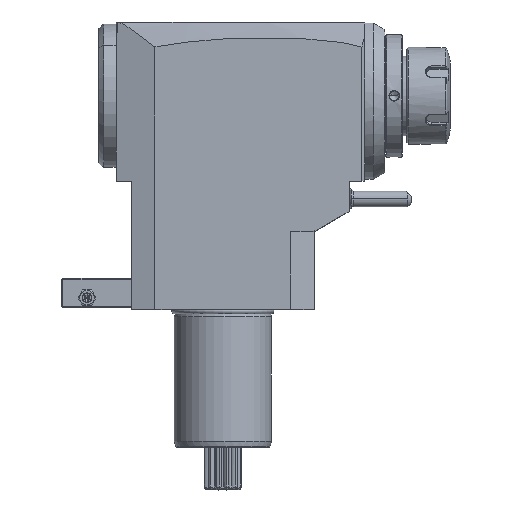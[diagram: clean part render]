
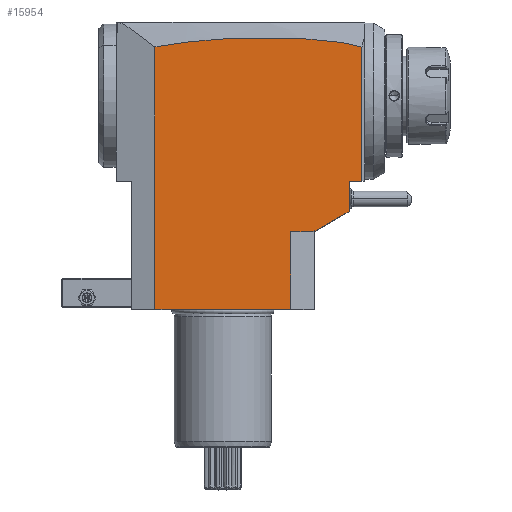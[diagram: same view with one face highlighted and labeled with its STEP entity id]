
A CAD part, top view. The second image highlights one B-rep face of the part: STEP entity #15954.
In plain terms, the highlighted planar face has unit normal (0, 0, 1).
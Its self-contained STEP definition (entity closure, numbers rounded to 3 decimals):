
#9=DIRECTION('',(-1.,0.,0.));
#10=VECTOR('',#9,70.);
#11=CARTESIAN_POINT('',(35.,0.,44.));
#12=LINE('',#11,#10);
#4198=DIRECTION('',(1.,0.,0.));
#4199=VECTOR('',#4198,11.);
#4200=CARTESIAN_POINT('',(35.,40.,44.));
#4201=LINE('',#4200,#4199);
#4214=DIRECTION('',(0.,1.,0.));
#4215=VECTOR('',#4214,40.);
#4216=CARTESIAN_POINT('',(35.,0.,44.));
#4217=LINE('',#4216,#4215);
#4246=DIRECTION('',(0.,-1.,0.));
#4247=VECTOR('',#4246,15.608);
#4248=CARTESIAN_POINT('',(65.,66.,44.));
#4249=LINE('',#4248,#4247);
#4250=DIRECTION('',(-0.866,-0.5,0.));
#4251=VECTOR('',#4250,20.785);
#4252=CARTESIAN_POINT('',(65.,50.392,44.));
#4253=LINE('',#4252,#4251);
#4254=DIRECTION('',(0.,1.,0.));
#4255=VECTOR('',#4254,0.577);
#4256=CARTESIAN_POINT('',(47.,40.,44.));
#4257=LINE('',#4256,#4255);
#4258=DIRECTION('',(0.866,0.5,0.));
#4259=VECTOR('',#4258,1.155);
#4260=CARTESIAN_POINT('',(46.,40.,44.));
#4261=LINE('',#4260,#4259);
#4262=DIRECTION('',(0.,1.,0.));
#4263=VECTOR('',#4262,135.17);
#4264=CARTESIAN_POINT('',(-35.,0.,44.));
#4265=LINE('',#4264,#4263);
#4266=CARTESIAN_POINT('',(71.5,135.054,44.));
#4267=CARTESIAN_POINT('',(71.181,135.166,44.));
#4268=CARTESIAN_POINT('',(70.511,135.389,44.));
#4269=CARTESIAN_POINT('',(69.399,135.724,44.));
#4270=CARTESIAN_POINT('',(68.214,136.046,44.));
#4271=CARTESIAN_POINT('',(66.975,136.353,44.));
#4272=CARTESIAN_POINT('',(65.712,136.639,44.));
#4273=CARTESIAN_POINT('',(64.378,136.917,44.));
#4274=CARTESIAN_POINT('',(62.914,137.196,44.));
#4275=CARTESIAN_POINT('',(61.265,137.484,44.));
#4276=CARTESIAN_POINT('',(59.376,137.782,44.));
#4277=CARTESIAN_POINT('',(57.236,138.085,44.));
#4278=CARTESIAN_POINT('',(54.833,138.386,44.));
#4279=CARTESIAN_POINT('',(52.134,138.684,44.));
#4280=CARTESIAN_POINT('',(49.058,138.975,44.));
#4281=CARTESIAN_POINT('',(45.532,139.255,44.));
#4282=CARTESIAN_POINT('',(41.554,139.509,44.));
#4283=CARTESIAN_POINT('',(37.127,139.723,44.));
#4284=CARTESIAN_POINT('',(32.428,139.878,44.));
#4285=CARTESIAN_POINT('',(27.576,139.968,44.));
#4286=CARTESIAN_POINT('',(22.568,139.991,44.));
#4287=CARTESIAN_POINT('',(17.445,139.945,44.));
#4288=CARTESIAN_POINT('',(12.283,139.829,44.));
#4289=CARTESIAN_POINT('',(7.109,139.646,44.));
#4290=CARTESIAN_POINT('',(1.896,139.391,44.));
#4291=CARTESIAN_POINT('',(-3.255,139.069,44.));
#4292=CARTESIAN_POINT('',(-8.113,138.697,44.));
#4293=CARTESIAN_POINT('',(-12.525,138.3,44.));
#4294=CARTESIAN_POINT('',(-16.623,137.879,44.));
#4295=CARTESIAN_POINT('',(-20.509,137.427,44.));
#4296=CARTESIAN_POINT('',(-24.293,136.933,44.));
#4297=CARTESIAN_POINT('',(-27.974,136.396,44.));
#4298=CARTESIAN_POINT('',(-31.55,135.813,44.));
#4299=CARTESIAN_POINT('',(-33.862,135.39,44.));
#4300=CARTESIAN_POINT('',(-35.,135.17,44.));
#4302=DIRECTION('',(0.,-1.,0.));
#4303=VECTOR('',#4302,69.054);
#4304=CARTESIAN_POINT('',(71.5,135.054,44.));
#4305=LINE('',#4304,#4303);
#4306=DIRECTION('',(1.,0.,0.));
#4307=VECTOR('',#4306,6.5);
#4308=CARTESIAN_POINT('',(65.,66.,44.));
#4309=LINE('',#4308,#4307);
#11291=VERTEX_POINT('',#4266);
#11292=VERTEX_POINT('',#4300);
#11304=CARTESIAN_POINT('',(71.5,66.,44.));
#11305=VERTEX_POINT('',#11304);
#11324=CARTESIAN_POINT('',(35.,40.,44.));
#11325=CARTESIAN_POINT('',(46.,40.,44.));
#11326=VERTEX_POINT('',#11324);
#11327=VERTEX_POINT('',#11325);
#11657=CARTESIAN_POINT('',(35.,0.,44.));
#11658=CARTESIAN_POINT('',(-35.,0.,44.));
#11659=VERTEX_POINT('',#11657);
#11660=VERTEX_POINT('',#11658);
#11671=CARTESIAN_POINT('',(65.,50.392,44.));
#11672=CARTESIAN_POINT('',(47.,40.,44.));
#11673=VERTEX_POINT('',#11671);
#11674=VERTEX_POINT('',#11672);
#11835=CARTESIAN_POINT('',(47.,40.577,44.));
#11837=VERTEX_POINT('',#11835);
#11897=CARTESIAN_POINT('',(65.,66.,44.));
#11898=VERTEX_POINT('',#11897);
#15932=CARTESIAN_POINT('',(-53.475,40.,44.));
#15933=DIRECTION('',(0.,0.,1.));
#15934=DIRECTION('',(1.,0.,0.));
#15935=AXIS2_PLACEMENT_3D('',#15932,#15933,#15934);
#15936=PLANE('',#15935);
#15938=ORIENTED_EDGE('',*,*,#15937,.F.);
#15940=ORIENTED_EDGE('',*,*,#15939,.T.);
#15941=ORIENTED_EDGE('',*,*,#15852,.T.);
#15943=ORIENTED_EDGE('',*,*,#15942,.T.);
#15945=ORIENTED_EDGE('',*,*,#15944,.F.);
#15946=ORIENTED_EDGE('',*,*,#15872,.F.);
#15947=ORIENTED_EDGE('',*,*,#15889,.F.);
#15948=ORIENTED_EDGE('',*,*,#11916,.T.);
#15949=ORIENTED_EDGE('',*,*,#12070,.T.);
#15950=ORIENTED_EDGE('',*,*,#12530,.F.);
#15951=ORIENTED_EDGE('',*,*,#12547,.T.);
#15952=EDGE_LOOP('',(#15938,#15940,#15941,#15943,#15945,#15946,#15947,#15948,
#15949,#15950,#15951));
#15953=FACE_OUTER_BOUND('',#15952,.F.);
#4301=B_SPLINE_CURVE_WITH_KNOTS('',3,(#4266,#4267,#4268,#4269,#4270,#4271,#4272,
#4273,#4274,#4275,#4276,#4277,#4278,#4279,#4280,#4281,#4282,#4283,#4284,#4285,
#4286,#4287,#4288,#4289,#4290,#4291,#4292,#4293,#4294,#4295,#4296,#4297,#4298,
#4299,#4300),.UNSPECIFIED.,.F.,.F.,(4,1,1,1,1,1,1,1,1,1,1,1,1,1,1,1,1,1,1,1,1,1,
1,1,1,1,1,1,1,1,1,1,4),(0.,0.031,0.063,0.094,0.125,0.156,
0.188,0.219,0.25,0.281,0.313,0.344,0.375,0.406,
0.438,0.469,0.5,0.531,0.563,0.594,0.625,0.656,
0.688,0.719,0.75,0.781,0.813,0.844,0.875,0.906,
0.938,0.969,1.),.UNSPECIFIED.);
#11916=EDGE_CURVE('',#11659,#11660,#12,.T.);
#12070=EDGE_CURVE('',#11660,#11292,#4265,.T.);
#12530=EDGE_CURVE('',#11291,#11292,#4301,.T.);
#12547=EDGE_CURVE('',#11291,#11305,#4305,.T.);
#15852=EDGE_CURVE('',#11673,#11674,#4253,.T.);
#15872=EDGE_CURVE('',#11326,#11327,#4201,.T.);
#15889=EDGE_CURVE('',#11659,#11326,#4217,.T.);
#15937=EDGE_CURVE('',#11898,#11305,#4309,.T.);
#15939=EDGE_CURVE('',#11898,#11673,#4249,.T.);
#15942=EDGE_CURVE('',#11674,#11837,#4257,.T.);
#15944=EDGE_CURVE('',#11327,#11837,#4261,.T.);
#15954=ADVANCED_FACE('',(#15953),#15936,.T.);
